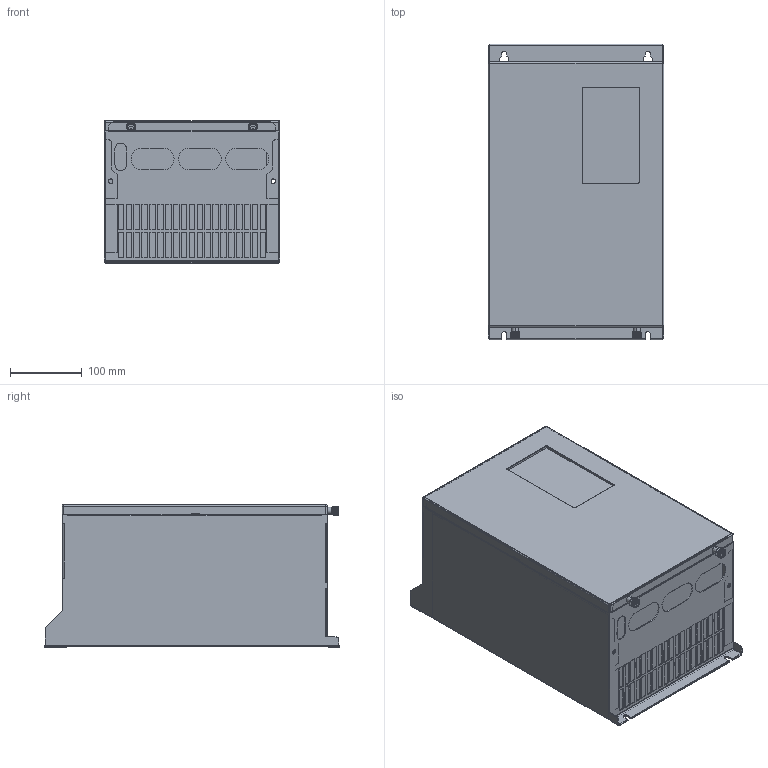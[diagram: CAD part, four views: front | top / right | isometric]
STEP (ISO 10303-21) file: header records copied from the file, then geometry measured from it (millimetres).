
FILE_DESCRIPTION (( 'STEP AP203' ), '1' );
FILE_NAME ('FR500H-4T-(37)KW.STEP', '2023-08-24T07:13:47', ( '' ), ( '' ), 'SwSTEP 2.0', 'SolidWorks 2022', '' );
FILE_SCHEMA (( 'CONFIG_CONTROL_DESIGN' ));
Length unit declared in the file: millimetre
Products named in the file (1): FR500H-4T-(37)KW
Bounding box: 245 x 412.4 x 198.9 mm (x, y, z)
Volume: 14283902.9 mm3; surface area: 1058239.6 mm2
Topology: 1 solids, 3 shells, 1898 faces, 5263 edges, 3354 vertices
Faces by surface type: plane 1327, cylinder 471, cone 88, sphere 8, torus 4
Entity records: 59942 total; most frequent: CARTESIAN_POINT 11636, ORIENTED_EDGE 10510, DIRECTION 9644, EDGE_CURVE 5255, VECTOR 3594, LINE 3594, VERTEX_POINT 3354, AXIS2_PLACEMENT_3D 3025
